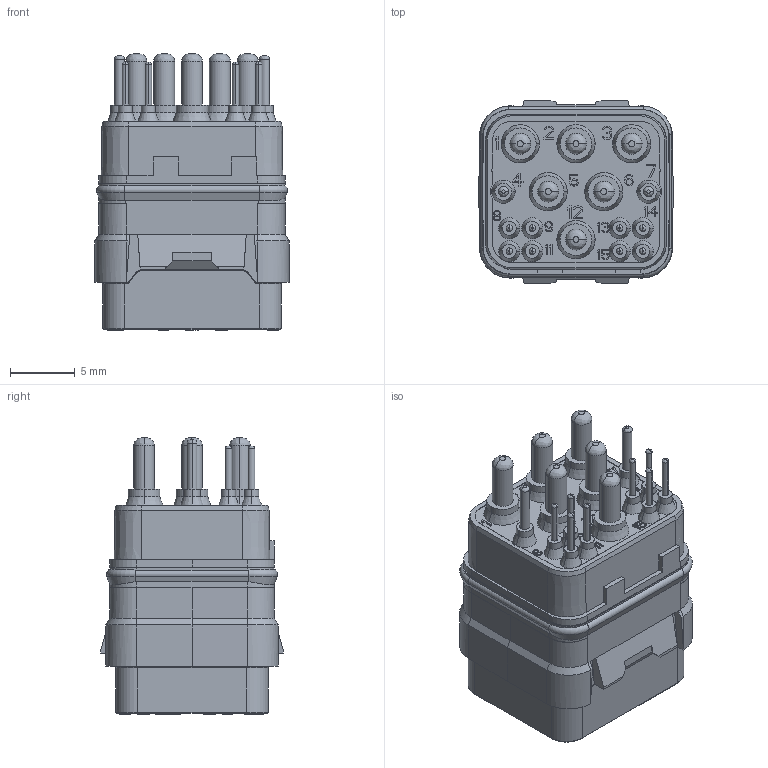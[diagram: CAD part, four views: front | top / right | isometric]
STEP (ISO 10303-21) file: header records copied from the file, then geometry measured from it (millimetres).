
FILE_DESCRIPTION((''),'2;1');
FILE_NAME('SIME1602PBC','2020-03-04T',('presta_be4'),(''),'CREO PARAMETRIC BY PTC INC, 2018360','CREO PARAMETRIC BY PTC INC, 2018360','');
FILE_SCHEMA(('CONFIG_CONTROL_DESIGN'));
Products named in the file (1): SIME1602PBC
Bounding box: 15 x 14.1 x 21.33 mm (x, y, z)
Volume: 2111.8 mm3; surface area: 5613.9 mm2
Topology: 7 solids, 7 shells, 3443 faces, 8539 edges, 5290 vertices
Faces by surface type: plane 1735, cylinder 804, torus 492, cone 332, bspline 80
Entity records: 107717 total; most frequent: CARTESIAN_POINT 24785, DIRECTION 17648, ORIENTED_EDGE 17014, EDGE_CURVE 8507, AXIS2_PLACEMENT_3D 6104, VECTOR 5440, LINE 5440, VERTEX_POINT 5290
